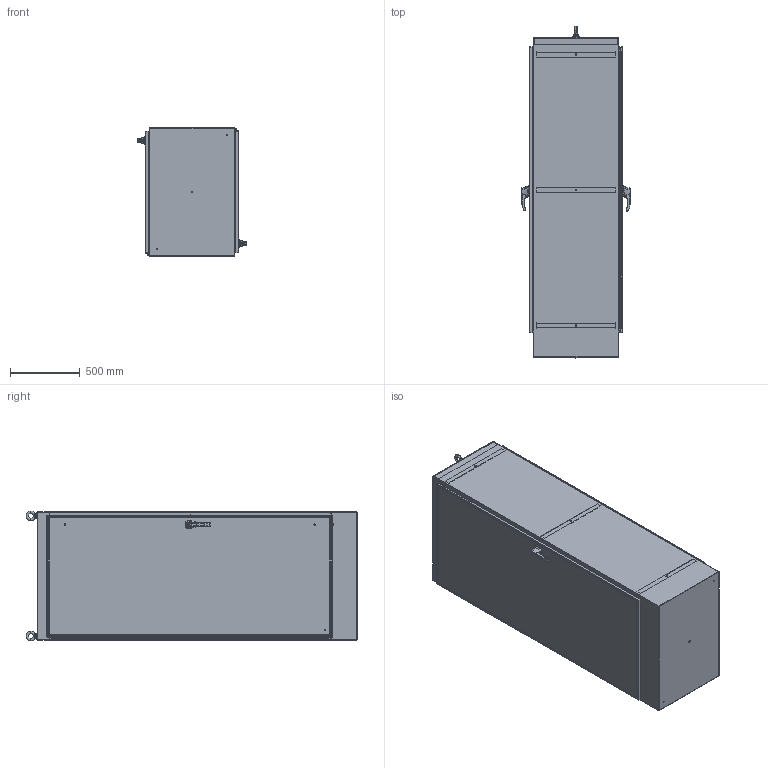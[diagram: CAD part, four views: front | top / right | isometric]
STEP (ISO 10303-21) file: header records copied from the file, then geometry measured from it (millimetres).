
FILE_DESCRIPTION (( 'STEP AP214' ), '1' );
FILE_NAME ('HN4FS903624DASS.STEP', '2019-09-03T19:14:52', ( '' ), ( '' ), 'SwSTEP 2.0', 'SolidWorks 2018', '' );
FILE_SCHEMA (( 'AUTOMOTIVE_DESIGN' ));
Length unit declared in the file: inch
Products named in the file (1): HN4FS903624DASS
Bounding box: 778.87 x 2374.63 x 929.74 mm (x, y, z)
Volume: 24701089 mm3; surface area: 20597470.5 mm2
Topology: 85 solids, 87 shells, 3529 faces, 9481 edges, 6146 vertices
Faces by surface type: cylinder 1695, plane 1566, cone 144, bspline 108, torus 16
Entity records: 174817 total; most frequent: CARTESIAN_POINT 38988, DIRECTION 18941, ORIENTED_EDGE 18918, EDGE_CURVE 9459, AXIS2_PLACEMENT_3D 6854, VERTEX_POINT 6146, LINE 5233, VECTOR 5233
